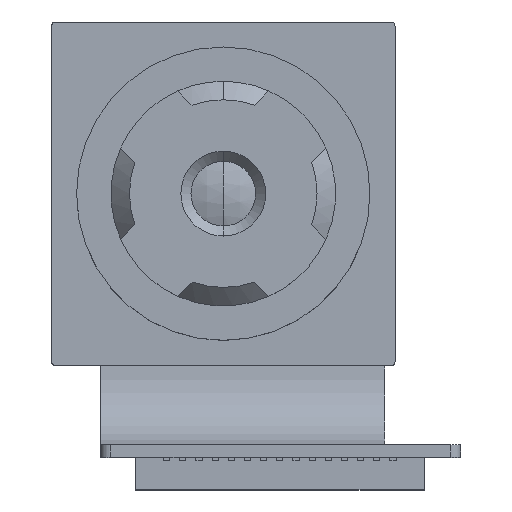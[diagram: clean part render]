
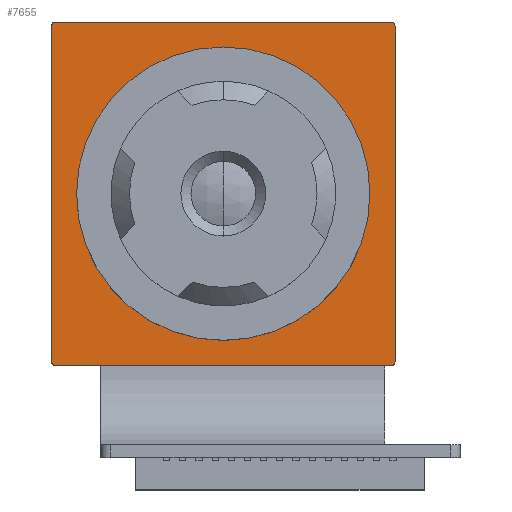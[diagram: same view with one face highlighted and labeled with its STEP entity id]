
A CAD part, top view. The second image highlights one B-rep face of the part: STEP entity #7655.
In plain terms, the highlighted planar face has unit normal (0, 0, 1).
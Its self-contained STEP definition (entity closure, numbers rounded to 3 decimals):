
#70 = CARTESIAN_POINT ( 'NONE',  ( 4.15, 3.302, 7.013 ) ) ;
#94 = DIRECTION ( 'NONE',  ( 0., -1., 0. ) ) ;
#162 = DIRECTION ( 'NONE',  ( 0., -1., 0. ) ) ;
#376 = AXIS2_PLACEMENT_3D ( 'NONE', #8722, #2133, #9833 ) ;
#432 = VECTOR ( 'NONE', #94, 1000. ) ;
#654 = VERTEX_POINT ( 'NONE', #8175 ) ;
#731 = ORIENTED_EDGE ( 'NONE', *, *, #1783, .T. ) ;
#742 = CIRCLE ( 'NONE', #9278, 0.1 ) ;
#773 = LINE ( 'NONE', #5687, #432 ) ;
#779 = EDGE_CURVE ( 'NONE', #8813, #9991, #4131, .T. ) ;
#834 = CARTESIAN_POINT ( 'NONE',  ( 0., 7.552, 7.013 ) ) ;
#837 = EDGE_LOOP ( 'NONE', ( #12610, #11402 ) ) ;
#1042 = CARTESIAN_POINT ( 'NONE',  ( -4.25, 3.402, 7.013 ) ) ;
#1057 = DIRECTION ( 'NONE',  ( 0., 1., 0. ) ) ;
#1147 = VECTOR ( 'NONE', #12895, 1000. ) ;
#1375 = AXIS2_PLACEMENT_3D ( 'NONE', #14268, #7664, #1057 ) ;
#1405 = ORIENTED_EDGE ( 'NONE', *, *, #4624, .T. ) ;
#1633 = LINE ( 'NONE', #7617, #7168 ) ;
#1783 = EDGE_CURVE ( 'NONE', #3514, #4636, #8958, .T. ) ;
#1880 = CARTESIAN_POINT ( 'NONE',  ( -4.15, 11.802, 7.013 ) ) ;
#1973 = DIRECTION ( 'NONE',  ( 0., 1., 0. ) ) ;
#2133 = DIRECTION ( 'NONE',  ( 0., 0., 1. ) ) ;
#2334 = CARTESIAN_POINT ( 'NONE',  ( -4.15, 3.302, 7.013 ) ) ;
#2561 = CARTESIAN_POINT ( 'NONE',  ( -4.15, 3.402, 7.013 ) ) ;
#2646 = ORIENTED_EDGE ( 'NONE', *, *, #14153, .T. ) ;
#2738 = VERTEX_POINT ( 'NONE', #10772 ) ;
#3405 = EDGE_CURVE ( 'NONE', #654, #8813, #6739, .T. ) ;
#3514 = VERTEX_POINT ( 'NONE', #70 ) ;
#3696 = DIRECTION ( 'NONE',  ( 0., -1., 0. ) ) ;
#3738 = ORIENTED_EDGE ( 'NONE', *, *, #4036, .T. ) ;
#3918 = EDGE_CURVE ( 'NONE', #7069, #3514, #13039, .T. ) ;
#3925 = AXIS2_PLACEMENT_3D ( 'NONE', #4439, #12098, #5542 ) ;
#4036 = EDGE_CURVE ( 'NONE', #9991, #2738, #4967, .T. ) ;
#4131 = LINE ( 'NONE', #1880, #1147 ) ;
#4141 = CARTESIAN_POINT ( 'NONE',  ( 0., 3.922, 7.013 ) ) ;
#4314 = EDGE_CURVE ( 'NONE', #6225, #14006, #11295, .T. ) ;
#4439 = CARTESIAN_POINT ( 'NONE',  ( 4.15, 3.402, 7.013 ) ) ;
#4456 = CIRCLE ( 'NONE', #1375, 3.63 ) ;
#4624 = EDGE_CURVE ( 'NONE', #10851, #7069, #742, .T. ) ;
#4636 = VERTEX_POINT ( 'NONE', #11356 ) ;
#4856 = ORIENTED_EDGE ( 'NONE', *, *, #779, .T. ) ;
#4967 = CIRCLE ( 'NONE', #12599, 0.1 ) ;
#4980 = FACE_OUTER_BOUND ( 'NONE', #9021, .T. ) ;
#5428 = AXIS2_PLACEMENT_3D ( 'NONE', #834, #8552, #1973 ) ;
#5542 = DIRECTION ( 'NONE',  ( 0., -1., 0. ) ) ;
#5687 = CARTESIAN_POINT ( 'NONE',  ( -4.25, 3.402, 7.013 ) ) ;
#5906 = CARTESIAN_POINT ( 'NONE',  ( -4.15, 11.702, 7.013 ) ) ;
#6225 = VERTEX_POINT ( 'NONE', #14068 ) ;
#6252 = EDGE_CURVE ( 'NONE', #14006, #6225, #4456, .T. ) ;
#6739 = CIRCLE ( 'NONE', #376, 0.1 ) ;
#7013 = DIRECTION ( 'NONE',  ( 0., -1., 0. ) ) ;
#7069 = VERTEX_POINT ( 'NONE', #2334 ) ;
#7168 = VECTOR ( 'NONE', #8724, 1000. ) ;
#7617 = CARTESIAN_POINT ( 'NONE',  ( 4.25, 3.402, 7.013 ) ) ;
#7655 = ADVANCED_FACE ( 'NONE', ( #10815, #4980 ), #12278, .T. ) ;
#7664 = DIRECTION ( 'NONE',  ( 0., 0., -1. ) ) ;
#7875 = CARTESIAN_POINT ( 'NONE',  ( -4.15, 11.802, 7.013 ) ) ;
#8175 = CARTESIAN_POINT ( 'NONE',  ( 4.25, 11.702, 7.013 ) ) ;
#8552 = DIRECTION ( 'NONE',  ( 0., 0., -1. ) ) ;
#8722 = CARTESIAN_POINT ( 'NONE',  ( 4.15, 11.702, 7.013 ) ) ;
#8724 = DIRECTION ( 'NONE',  ( 0., 1., 0. ) ) ;
#8813 = VERTEX_POINT ( 'NONE', #11584 ) ;
#8818 = CARTESIAN_POINT ( 'NONE',  ( -4.15, 3.302, 7.013 ) ) ;
#8958 = CIRCLE ( 'NONE', #3925, 0.1 ) ;
#9021 = EDGE_LOOP ( 'NONE', ( #10965, #731, #2646, #13061, #4856, #3738, #9632, #1405 ) ) ;
#9278 = AXIS2_PLACEMENT_3D ( 'NONE', #2561, #10248, #3696 ) ;
#9632 = ORIENTED_EDGE ( 'NONE', *, *, #13720, .T. ) ;
#9833 = DIRECTION ( 'NONE',  ( 0., -1., 0. ) ) ;
#9991 = VERTEX_POINT ( 'NONE', #7875 ) ;
#10017 = DIRECTION ( 'NONE',  ( 0., 0., 1. ) ) ;
#10248 = DIRECTION ( 'NONE',  ( 0., 0., 1. ) ) ;
#10772 = CARTESIAN_POINT ( 'NONE',  ( -4.25, 11.702, 7.013 ) ) ;
#10815 = FACE_BOUND ( 'NONE', #837, .T. ) ;
#10851 = VERTEX_POINT ( 'NONE', #1042 ) ;
#10965 = ORIENTED_EDGE ( 'NONE', *, *, #3918, .T. ) ;
#11295 = CIRCLE ( 'NONE', #5428, 3.63 ) ;
#11356 = CARTESIAN_POINT ( 'NONE',  ( 4.25, 3.402, 7.013 ) ) ;
#11402 = ORIENTED_EDGE ( 'NONE', *, *, #6252, .T. ) ;
#11584 = CARTESIAN_POINT ( 'NONE',  ( 4.15, 11.802, 7.013 ) ) ;
#12098 = DIRECTION ( 'NONE',  ( 0., 0., 1. ) ) ;
#12278 = PLANE ( 'NONE',  #12581 ) ;
#12353 = VECTOR ( 'NONE', #13203, 1000. ) ;
#12581 = AXIS2_PLACEMENT_3D ( 'NONE', #13345, #10017, #162 ) ;
#12599 = AXIS2_PLACEMENT_3D ( 'NONE', #5906, #13589, #7013 ) ;
#12610 = ORIENTED_EDGE ( 'NONE', *, *, #4314, .T. ) ;
#12895 = DIRECTION ( 'NONE',  ( -1., 0., 0. ) ) ;
#13039 = LINE ( 'NONE', #8818, #12353 ) ;
#13061 = ORIENTED_EDGE ( 'NONE', *, *, #3405, .T. ) ;
#13203 = DIRECTION ( 'NONE',  ( 1., 0., 0. ) ) ;
#13345 = CARTESIAN_POINT ( 'NONE',  ( 6., 11.802, 7.013 ) ) ;
#13589 = DIRECTION ( 'NONE',  ( 0., 0., 1. ) ) ;
#13720 = EDGE_CURVE ( 'NONE', #2738, #10851, #773, .T. ) ;
#14006 = VERTEX_POINT ( 'NONE', #4141 ) ;
#14068 = CARTESIAN_POINT ( 'NONE',  ( 0., 11.182, 7.013 ) ) ;
#14153 = EDGE_CURVE ( 'NONE', #4636, #654, #1633, .T. ) ;
#14268 = CARTESIAN_POINT ( 'NONE',  ( 0., 7.552, 7.013 ) ) ;
